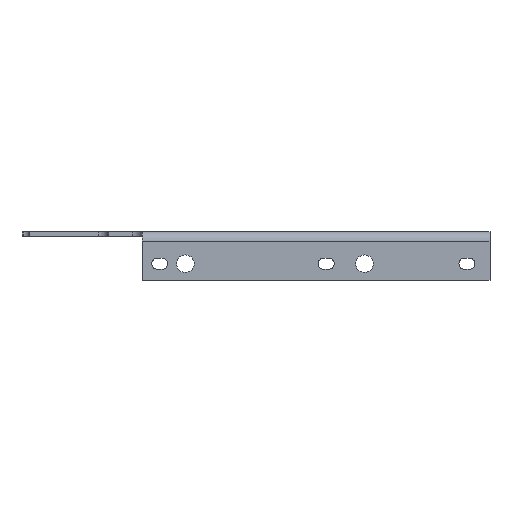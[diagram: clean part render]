
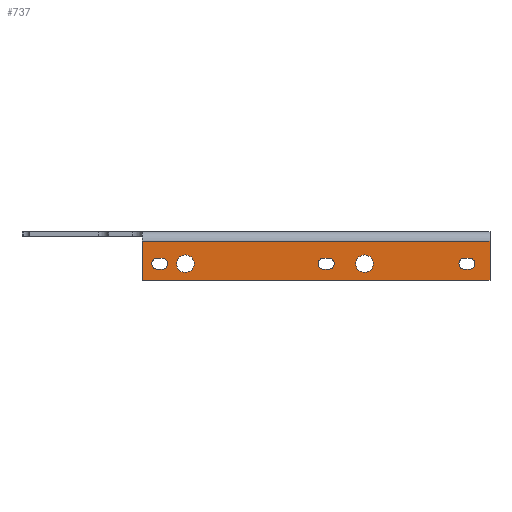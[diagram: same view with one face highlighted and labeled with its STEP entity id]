
A CAD part, front view. The second image highlights one B-rep face of the part: STEP entity #737.
In plain terms, the highlighted planar face has unit normal (0, -1, 0).
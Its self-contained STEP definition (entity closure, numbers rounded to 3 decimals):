
#189=CARTESIAN_POINT('POINT21',(331.112,-490.,-31.8));
#190=VERTEX_POINT('VERTEX21',#189);
#198=CARTESIAN_POINT('POINT22',(348.592,-490.,-31.8));
#199=VERTEX_POINT('VERTEX22',#198);
#206=CARTESIAN_POINT('POS24',(339.852,-490.,-31.8));
#207=DIRECTION('DIR35',(0.,-1.,
   0.));
#208=DIRECTION('DIR36',(1.,0.,0.));
#209=AXIS2_PLACEMENT_3D('AXIS12',#206,#207,#208);
#210=CIRCLE('ELLIPSE11',#209,8.74);
#211=EDGE_CURVE('EDGE23',#199,#190,#210,.T.);
#224=CARTESIAN_POINT('POS26',(339.852,-490.,-31.8));
#225=DIRECTION('DIR39',(0.,-1.,
   0.));
#226=DIRECTION('DIR40',(-1.,0.,0.));
#227=AXIS2_PLACEMENT_3D('AXIS14',#224,#225,#226);
#228=CIRCLE('ELLIPSE12',#227,8.74);
#229=EDGE_CURVE('EDGE24',#190,#199,#228,.T.);
#239=CARTESIAN_POINT('POINT23',(153.312,-490.,-31.8));
#240=VERTEX_POINT('VERTEX23',#239);
#248=CARTESIAN_POINT('POINT24',(170.792,-490.,-31.8));
#249=VERTEX_POINT('VERTEX24',#248);
#256=CARTESIAN_POINT('POS30',(162.052,-490.,-31.8));
#257=DIRECTION('DIR45',(0.,-1.,
   0.));
#258=DIRECTION('DIR46',(1.,0.,0.));
#259=AXIS2_PLACEMENT_3D('AXIS16',#256,#257,#258);
#260=CIRCLE('ELLIPSE13',#259,8.74);
#261=EDGE_CURVE('EDGE27',#249,#240,#260,.T.);
#274=CARTESIAN_POINT('POS32',(162.052,-490.,-31.8));
#275=DIRECTION('DIR49',(0.,-1.,
   0.));
#276=DIRECTION('DIR50',(-1.,0.,0.));
#277=AXIS2_PLACEMENT_3D('AXIS18',#274,#275,#276);
#278=CIRCLE('ELLIPSE14',#277,8.74);
#279=EDGE_CURVE('EDGE28',#240,#249,#278,.T.);
#289=CARTESIAN_POINT('POINT25',(439.067,-490.,-26.245));
#290=VERTEX_POINT('VERTEX25',#289);
#298=CARTESIAN_POINT('POINT26',(443.837,-490.,-26.245));
#299=VERTEX_POINT('VERTEX26',#298);
#306=CARTESIAN_POINT('POS36',(439.067,-490.,-26.245));
#307=DIRECTION('DIR55',(1.,0.,0.));
#308=VECTOR('VEC17',#307,1.);
#309=LINE('STRAIGHT17',#306,#308);
#310=EDGE_CURVE('EDGE31',#290,#299,#309,.T.);
#320=CARTESIAN_POINT('POINT27',(439.067,-490.,-37.355));
#321=VERTEX_POINT('VERTEX27',#320);
#330=CARTESIAN_POINT('POS39',(439.067,-490.,-31.8));
#331=DIRECTION('DIR59',(0.,-1.,
   0.));
#332=DIRECTION('DIR60',(0.,0.,
   1.));
#333=AXIS2_PLACEMENT_3D('AXIS21',#330,#331,#332);
#334=CIRCLE('ELLIPSE15',#333,5.555);
#335=EDGE_CURVE('EDGE33',#290,#321,#334,.T.);
#345=CARTESIAN_POINT('POINT28',(443.837,-490.,-37.355));
#346=VERTEX_POINT('VERTEX28',#345);
#355=CARTESIAN_POINT('POS42',(443.837,-490.,-37.355));
#356=DIRECTION('DIR64',(-1.,0.,0.));
#357=VECTOR('VEC20',#356,1.);
#358=LINE('STRAIGHT20',#355,#357);
#359=EDGE_CURVE('EDGE35',#346,#321,#358,.T.);
#372=CARTESIAN_POINT('POS44',(443.837,-490.,-31.8));
#373=DIRECTION('DIR67',(0.,-1.,0.));
#374=DIRECTION('DIR68',(0.,0.,-1.));
#375=AXIS2_PLACEMENT_3D('AXIS24',#372,#373,#374);
#376=CIRCLE('ELLIPSE16',#375,5.555);
#377=EDGE_CURVE('EDGE36',#346,#299,#376,.T.);
#387=CARTESIAN_POINT('POINT29',(299.367,-490.,-26.245));
#388=VERTEX_POINT('VERTEX29',#387);
#396=CARTESIAN_POINT('POINT30',(304.137,-490.,-26.245));
#397=VERTEX_POINT('VERTEX30',#396);
#404=CARTESIAN_POINT('POS48',(299.367,-490.,-26.245));
#405=DIRECTION('DIR73',(1.,0.,0.));
#406=VECTOR('VEC23',#405,1.);
#407=LINE('STRAIGHT23',#404,#406);
#408=EDGE_CURVE('EDGE39',#388,#397,#407,.T.);
#418=CARTESIAN_POINT('POINT31',(299.367,-490.,-37.355));
#419=VERTEX_POINT('VERTEX31',#418);
#428=CARTESIAN_POINT('POS51',(299.367,-490.,-31.8));
#429=DIRECTION('DIR77',(0.,-1.,0.));
#430=DIRECTION('DIR78',(0.,0.,1.));
#431=AXIS2_PLACEMENT_3D('AXIS27',#428,#429,#430);
#432=CIRCLE('ELLIPSE17',#431,5.555);
#433=EDGE_CURVE('EDGE41',#388,#419,#432,.T.);
#443=CARTESIAN_POINT('POINT32',(304.137,-490.,-37.355));
#444=VERTEX_POINT('VERTEX32',#443);
#453=CARTESIAN_POINT('POS54',(304.137,-490.,-37.355));
#454=DIRECTION('DIR82',(-1.,0.,0.));
#455=VECTOR('VEC26',#454,1.);
#456=LINE('STRAIGHT26',#453,#455);
#457=EDGE_CURVE('EDGE43',#444,#419,#456,.T.);
#470=CARTESIAN_POINT('POS56',(304.137,-490.,-31.8));
#471=DIRECTION('DIR85',(0.,-1.,0.));
#472=DIRECTION('DIR86',(0.,0.,-1.));
#473=AXIS2_PLACEMENT_3D('AXIS30',#470,#471,#472);
#474=CIRCLE('ELLIPSE18',#473,5.555);
#475=EDGE_CURVE('EDGE44',#444,#397,#474,.T.);
#485=CARTESIAN_POINT('POINT33',(134.267,-490.,-26.245));
#486=VERTEX_POINT('VERTEX33',#485);
#494=CARTESIAN_POINT('POINT34',(139.037,-490.,-26.245));
#495=VERTEX_POINT('VERTEX34',#494);
#502=CARTESIAN_POINT('POS60',(134.267,-490.,-26.245));
#503=DIRECTION('DIR91',(1.,0.,0.));
#504=VECTOR('VEC29',#503,1.);
#505=LINE('STRAIGHT29',#502,#504);
#506=EDGE_CURVE('EDGE47',#486,#495,#505,.T.);
#516=CARTESIAN_POINT('POINT35',(134.267,-490.,-37.355));
#517=VERTEX_POINT('VERTEX35',#516);
#526=CARTESIAN_POINT('POS63',(134.267,-490.,-31.8));
#527=DIRECTION('DIR95',(0.,-1.,0.));
#528=DIRECTION('DIR96',(0.,0.,1.));
#529=AXIS2_PLACEMENT_3D('AXIS33',#526,#527,#528);
#530=CIRCLE('ELLIPSE19',#529,5.555);
#531=EDGE_CURVE('EDGE49',#486,#517,#530,.T.);
#541=CARTESIAN_POINT('POINT36',(139.037,-490.,-37.355));
#542=VERTEX_POINT('VERTEX36',#541);
#551=CARTESIAN_POINT('POS66',(139.037,-490.,-37.355));
#552=DIRECTION('DIR100',(-1.,0.,0.));
#553=VECTOR('VEC32',#552,1.);
#554=LINE('STRAIGHT32',#551,#553);
#555=EDGE_CURVE('EDGE51',#542,#517,#554,.T.);
#568=CARTESIAN_POINT('POS68',(139.037,-490.,-31.8));
#569=DIRECTION('DIR103',(0.,-1.,0.));
#570=DIRECTION('DIR104',(0.,0.,-1.));
#571=AXIS2_PLACEMENT_3D('AXIS36',#568,#569,#570);
#572=CIRCLE('ELLIPSE20',#571,5.555);
#573=EDGE_CURVE('EDGE52',#542,#495,#572,.T.);
#583=CARTESIAN_POINT('POINT37',(119.1,-490.,-48.3));
#584=VERTEX_POINT('VERTEX37',#583);
#592=CARTESIAN_POINT('POINT38',(464.3,-490.,-48.3));
#593=VERTEX_POINT('VERTEX38',#592);
#600=CARTESIAN_POINT('POS72',(119.1,-490.,-48.3));
#601=DIRECTION('DIR109',(1.,0.,0.));
#602=VECTOR('VEC35',#601,1.);
#603=LINE('STRAIGHT35',#600,#602);
#604=EDGE_CURVE('EDGE55',#584,#593,#603,.T.);
#616=CARTESIAN_POINT('POINT39',(464.3,-490.,-9.575));
#617=VERTEX_POINT('VERTEX39',#616);
#624=CARTESIAN_POINT('POS75',(464.3,-490.,-48.3));
#625=DIRECTION('DIR113',(0.,0.,1.));
#626=VECTOR('VEC37',#625,1.);
#627=LINE('STRAIGHT37',#624,#626);
#628=EDGE_CURVE('EDGE57',#593,#617,#627,.T.);
#638=CARTESIAN_POINT('POINT40',(119.1,-490.,-9.575));
#639=VERTEX_POINT('VERTEX40',#638);
#648=CARTESIAN_POINT('POS78',(119.1,-490.,-9.575));
#649=DIRECTION('DIR117',(0.,0.,-1.));
#650=VECTOR('VEC39',#649,1.);
#651=LINE('STRAIGHT39',#648,#650);
#652=EDGE_CURVE('EDGE59',#639,#584,#651,.T.);
#695=ORIENTED_EDGE('COEDGE101',*,*,#604,.T.);
#696=ORIENTED_EDGE('COEDGE102',*,*,#628,.T.);
#697=CARTESIAN_POINT('POS84',(464.3,-490.,-9.575));
#698=DIRECTION('DIR127',(-1.,0.,0.));
#699=VECTOR('VEC41',#698,1.);
#700=LINE('STRAIGHT41',#697,#699);
#701=EDGE_CURVE('EDGE63',#617,#639,#700,.T.);
#702=ORIENTED_EDGE('COEDGE103',*,*,#701,.T.);
#703=ORIENTED_EDGE('COEDGE104',*,*,#652,.T.);
#704=EDGE_LOOP('NONE',(#695,#696,#702,#703));
#705=FACE_BOUND('LOOP1',#704,.T.);
#706=ORIENTED_EDGE('COEDGE105',*,*,#573,.F.);
#707=ORIENTED_EDGE('COEDGE106',*,*,#555,.T.);
#708=ORIENTED_EDGE('COEDGE107',*,*,#531,.F.);
#709=ORIENTED_EDGE('COEDGE108',*,*,#506,.T.);
#710=EDGE_LOOP('NONE',(#706,#707,#708,#709));
#711=FACE_BOUND('LOOP1',#710,.T.);
#712=ORIENTED_EDGE('COEDGE109',*,*,#475,.F.);
#713=ORIENTED_EDGE('COEDGE110',*,*,#457,.T.);
#714=ORIENTED_EDGE('COEDGE111',*,*,#433,.F.);
#715=ORIENTED_EDGE('COEDGE112',*,*,#408,.T.);
#716=EDGE_LOOP('NONE',(#712,#713,#714,#715));
#717=FACE_BOUND('LOOP1',#716,.T.);
#718=ORIENTED_EDGE('COEDGE113',*,*,#377,.F.);
#719=ORIENTED_EDGE('COEDGE114',*,*,#359,.T.);
#720=ORIENTED_EDGE('COEDGE115',*,*,#335,.F.);
#721=ORIENTED_EDGE('COEDGE116',*,*,#310,.T.);
#722=EDGE_LOOP('NONE',(#718,#719,#720,#721));
#723=FACE_BOUND('LOOP1',#722,.T.);
#724=ORIENTED_EDGE('COEDGE117',*,*,#279,.F.);
#725=ORIENTED_EDGE('COEDGE118',*,*,#261,.F.);
#726=EDGE_LOOP('NONE',(#724,#725));
#727=FACE_BOUND('LOOP1',#726,.T.);
#728=ORIENTED_EDGE('COEDGE119',*,*,#229,.F.);
#729=ORIENTED_EDGE('COEDGE120',*,*,#211,.F.);
#730=EDGE_LOOP('NONE',(#728,#729));
#731=FACE_BOUND('LOOP1',#730,.T.);
#732=CARTESIAN_POINT('POS85',(201.12,-490.,0.));
#733=DIRECTION('DIR128',(0.,-1.,0.));
#734=DIRECTION('DIR129',(1.,0.,0.));
#735=AXIS2_PLACEMENT_3D('AXIS44',#732,#733,#734);
#736=PLANE('PLANE11',#735);
#737=ADVANCED_FACE('FACE22',(#705,#711,#717,#723,#727,#731),#736,.T.);
